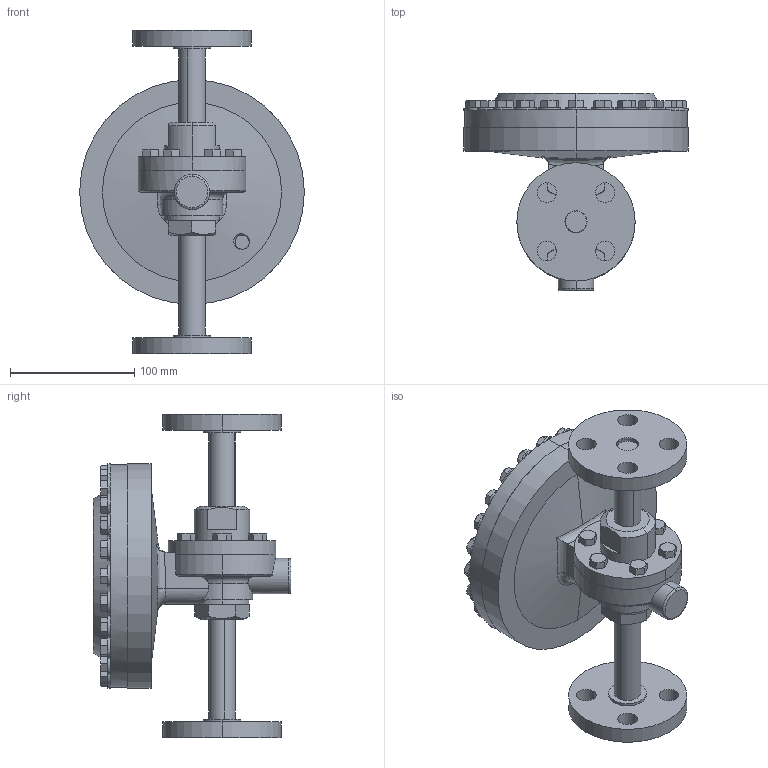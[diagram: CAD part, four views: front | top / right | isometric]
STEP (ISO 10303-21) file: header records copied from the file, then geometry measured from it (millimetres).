
FILE_DESCRIPTION (( 'STEP AP203' ), '1' );
FILE_NAME ('56-050-BR+DI-F3.step', '2017-10-04T15:16:24', ( '' ), ( '' ), 'SwSTEP 2.0', 'SolidWorks 2014', '' );
FILE_SCHEMA (( 'CONFIG_CONTROL_DESIGN' ));
Length unit declared in the file: inch
Products named in the file (1): 56-050-BR+DI-F3
Bounding box: 181 x 159.09 x 260.35 mm (x, y, z)
Volume: 1636151.5 mm3; surface area: 159425.3 mm2
Topology: 1 solids, 1 shells, 621 faces, 1471 edges, 898 vertices
Faces by surface type: plane 304, cone 200, cylinder 103, torus 8, bspline 6
Entity records: 20055 total; most frequent: CARTESIAN_POINT 6078, ORIENTED_EDGE 2942, DIRECTION 2832, EDGE_CURVE 1471, AXIS2_PLACEMENT_3D 1154, VERTEX_POINT 898, EDGE_LOOP 683, ADVANCED_FACE 621
